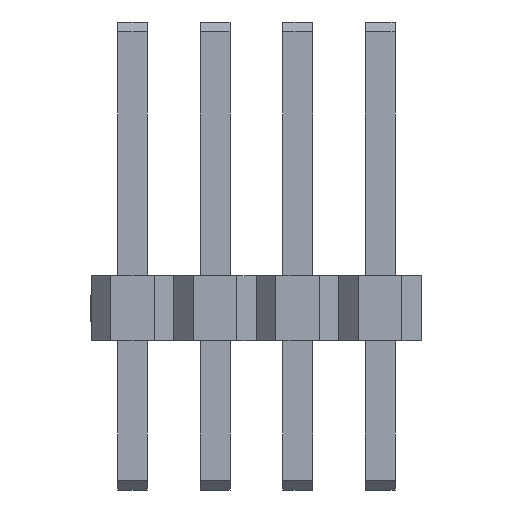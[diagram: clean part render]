
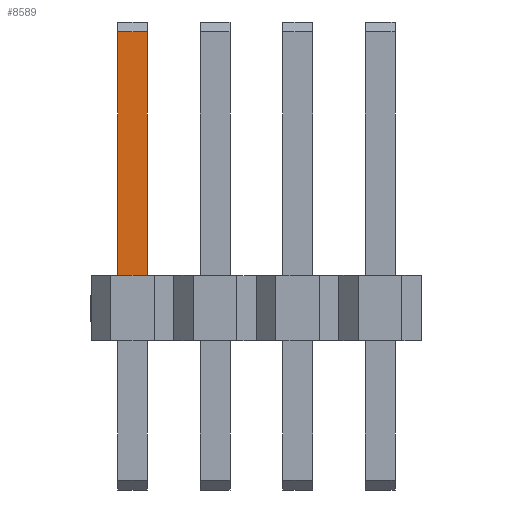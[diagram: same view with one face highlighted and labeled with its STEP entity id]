
A CAD part, front view. The second image highlights one B-rep face of the part: STEP entity #8589.
In plain terms, the highlighted planar face has unit normal (0, -1, 0).
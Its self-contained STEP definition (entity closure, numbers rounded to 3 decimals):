
#470 = VECTOR ( 'NONE', #5311, 1000. ) ;
#697 = PLANE ( 'NONE',  #1347 ) ;
#892 = DIRECTION ( 'NONE',  ( 0., 1., 0. ) ) ;
#1323 = ORIENTED_EDGE ( 'NONE', *, *, #5704, .F. ) ;
#1331 = ORIENTED_EDGE ( 'NONE', *, *, #10725, .T. ) ;
#1347 = AXIS2_PLACEMENT_3D ( 'NONE', #1814, #892, #6304 ) ;
#1588 = DIRECTION ( 'NONE',  ( -1., 0., 0. ) ) ;
#1814 = CARTESIAN_POINT ( 'NONE',  ( -2.135, -0.2, -2.15 ) ) ;
#2045 = CARTESIAN_POINT ( 'NONE',  ( -1.675, -0.2, 4.75 ) ) ;
#2559 = VERTEX_POINT ( 'NONE', #5814 ) ;
#2714 = CARTESIAN_POINT ( 'NONE',  ( 0., -0.2, 1. ) ) ;
#2814 = DIRECTION ( 'NONE',  ( 0., 0., 1. ) ) ;
#4126 = EDGE_CURVE ( 'NONE', #2559, #8572, #9928, .T. ) ;
#4558 = ORIENTED_EDGE ( 'NONE', *, *, #13903, .F. ) ;
#4755 = VECTOR ( 'NONE', #8041, 1000. ) ;
#5311 = DIRECTION ( 'NONE',  ( 0., 0., 1. ) ) ;
#5704 = EDGE_CURVE ( 'NONE', #10460, #10793, #6010, .T. ) ;
#5814 = CARTESIAN_POINT ( 'NONE',  ( -2.135, -0.2, 4.75 ) ) ;
#6010 = LINE ( 'NONE', #2714, #13450 ) ;
#6304 = DIRECTION ( 'NONE',  ( -1., 0., 0. ) ) ;
#6896 = CARTESIAN_POINT ( 'NONE',  ( -2.135, -0.2, 4.75 ) ) ;
#7247 = CARTESIAN_POINT ( 'NONE',  ( -2.135, -0.2, 1. ) ) ;
#7976 = CARTESIAN_POINT ( 'NONE',  ( -2.135, -0.2, -2.15 ) ) ;
#8041 = DIRECTION ( 'NONE',  ( 1., 0., 0. ) ) ;
#8169 = ORIENTED_EDGE ( 'NONE', *, *, #4126, .F. ) ;
#8572 = VERTEX_POINT ( 'NONE', #2045 ) ;
#8581 = EDGE_LOOP ( 'NONE', ( #1323, #1331, #8169, #4558 ) ) ;
#8589 = ADVANCED_FACE ( 'NONE', ( #13732 ), #697, .F. ) ;
#9279 = LINE ( 'NONE', #7976, #10648 ) ;
#9928 = LINE ( 'NONE', #6896, #4755 ) ;
#10401 = LINE ( 'NONE', #10741, #470 ) ;
#10460 = VERTEX_POINT ( 'NONE', #10484 ) ;
#10484 = CARTESIAN_POINT ( 'NONE',  ( -1.675, -0.2, 1. ) ) ;
#10648 = VECTOR ( 'NONE', #2814, 1000. ) ;
#10725 = EDGE_CURVE ( 'NONE', #10460, #8572, #10401, .T. ) ;
#10741 = CARTESIAN_POINT ( 'NONE',  ( -1.675, -0.2, -2.15 ) ) ;
#10793 = VERTEX_POINT ( 'NONE', #7247 ) ;
#13450 = VECTOR ( 'NONE', #1588, 1000. ) ;
#13732 = FACE_OUTER_BOUND ( 'NONE', #8581, .T. ) ;
#13903 = EDGE_CURVE ( 'NONE', #10793, #2559, #9279, .T. ) ;
